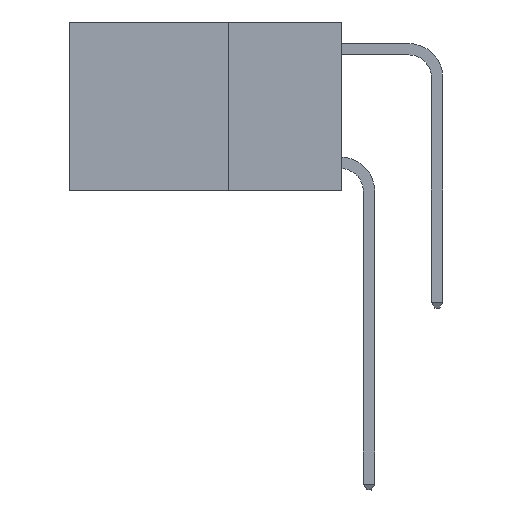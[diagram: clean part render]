
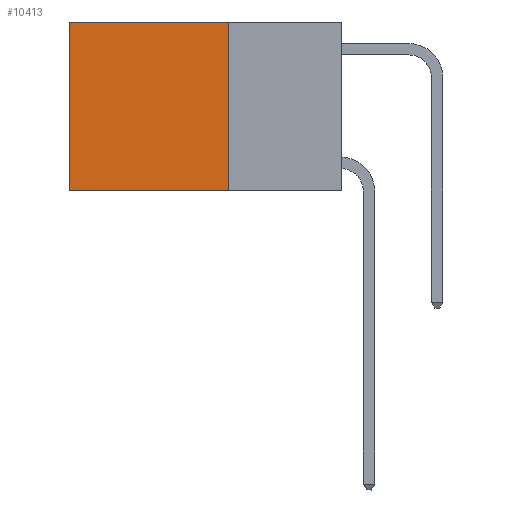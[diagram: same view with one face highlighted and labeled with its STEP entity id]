
A CAD part, left-side view. The second image highlights one B-rep face of the part: STEP entity #10413.
In plain terms, the highlighted planar face has unit normal (-1, 0, 0).
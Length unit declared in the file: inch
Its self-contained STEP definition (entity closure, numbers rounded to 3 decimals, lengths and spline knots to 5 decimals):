
#118 = DIRECTION ( 'NONE',  ( 0., 1., 0. ) ) ;
#390 = VERTEX_POINT ( 'NONE', #14297 ) ;
#703 = CARTESIAN_POINT ( 'NONE',  ( 0.2625, 0.25, 0. ) ) ;
#1056 = CARTESIAN_POINT ( 'NONE',  ( 0.2625, 0.6, -0.37 ) ) ;
#1640 = DIRECTION ( 'NONE',  ( 1., 0., 0. ) ) ;
#1922 = VECTOR ( 'NONE', #8557, 39.37008 ) ;
#2193 = DIRECTION ( 'NONE',  ( 0., 1., 0. ) ) ;
#3010 = EDGE_LOOP ( 'NONE', ( #12912, #6260, #7457, #12558 ) ) ;
#4423 = CARTESIAN_POINT ( 'NONE',  ( 0.2625, 0.25, 0. ) ) ;
#4717 = CARTESIAN_POINT ( 'NONE',  ( 0.2625, 0.6, 0. ) ) ;
#4719 = CARTESIAN_POINT ( 'NONE',  ( 0.2625, 0.25, -0.37 ) ) ;
#4934 = VECTOR ( 'NONE', #2193, 39.37008 ) ;
#5044 = AXIS2_PLACEMENT_3D ( 'NONE', #8297, #1640, #8250 ) ;
#5422 = LINE ( 'NONE', #5505, #5579 ) ;
#5505 = CARTESIAN_POINT ( 'NONE',  ( 0.2625, 0.25, -0.37 ) ) ;
#5579 = VECTOR ( 'NONE', #118, 39.37008 ) ;
#5726 = LINE ( 'NONE', #4717, #7320 ) ;
#6193 = VERTEX_POINT ( 'NONE', #11193 ) ;
#6260 = ORIENTED_EDGE ( 'NONE', *, *, #6815, .F. ) ;
#6815 = EDGE_CURVE ( 'NONE', #6964, #13002, #5422, .T. ) ;
#6964 = VERTEX_POINT ( 'NONE', #4719 ) ;
#7059 = LINE ( 'NONE', #4423, #4934 ) ;
#7320 = VECTOR ( 'NONE', #10118, 39.37008 ) ;
#7457 = ORIENTED_EDGE ( 'NONE', *, *, #7998, .F. ) ;
#7998 = EDGE_CURVE ( 'NONE', #6193, #6964, #10791, .T. ) ;
#8101 = PLANE ( 'NONE',  #5044 ) ;
#8250 = DIRECTION ( 'NONE',  ( 0., 0., -1. ) ) ;
#8297 = CARTESIAN_POINT ( 'NONE',  ( 0.2625, 0.25, 0. ) ) ;
#8557 = DIRECTION ( 'NONE',  ( 0., 0., -1. ) ) ;
#8619 = EDGE_CURVE ( 'NONE', #390, #13002, #5726, .T. ) ;
#10118 = DIRECTION ( 'NONE',  ( 0., 0., -1. ) ) ;
#10413 = ADVANCED_FACE ( 'NONE', ( #13341 ), #8101, .F. ) ;
#10791 = LINE ( 'NONE', #703, #1922 ) ;
#11193 = CARTESIAN_POINT ( 'NONE',  ( 0.2625, 0.25, 0. ) ) ;
#12480 = EDGE_CURVE ( 'NONE', #6193, #390, #7059, .T. ) ;
#12558 = ORIENTED_EDGE ( 'NONE', *, *, #12480, .T. ) ;
#12912 = ORIENTED_EDGE ( 'NONE', *, *, #8619, .T. ) ;
#13002 = VERTEX_POINT ( 'NONE', #1056 ) ;
#13341 = FACE_OUTER_BOUND ( 'NONE', #3010, .T. ) ;
#14297 = CARTESIAN_POINT ( 'NONE',  ( 0.2625, 0.6, 0. ) ) ;
